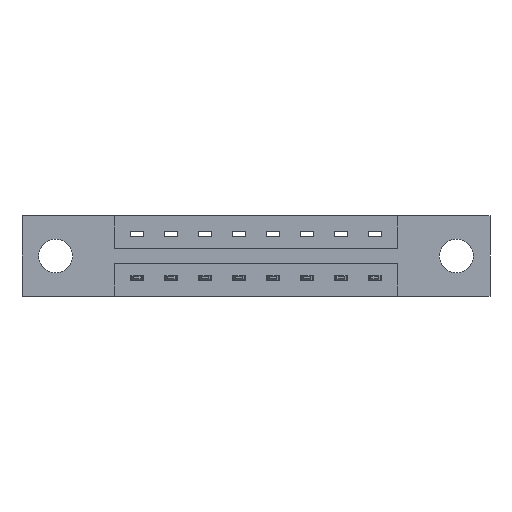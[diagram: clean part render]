
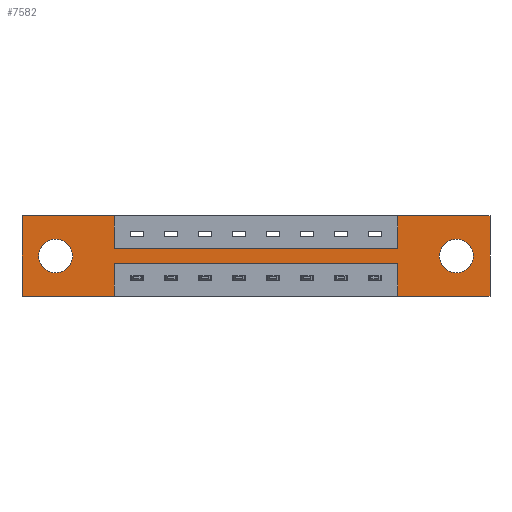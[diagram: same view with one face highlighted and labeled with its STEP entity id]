
A CAD part, front view. The second image highlights one B-rep face of the part: STEP entity #7582.
In plain terms, the highlighted planar face has unit normal (0, -1, 0).
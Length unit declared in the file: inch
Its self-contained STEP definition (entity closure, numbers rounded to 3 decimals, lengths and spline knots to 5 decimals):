
#65 = CARTESIAN_POINT ( 'NONE',  ( 0.155, 0., -0.263 ) ) ;
#111 = EDGE_CURVE ( 'NONE', #5012, #7352, #7798, .T. ) ;
#167 = FACE_BOUND ( 'NONE', #1671, .T. ) ;
#178 = CARTESIAN_POINT ( 'NONE',  ( 0.425, 0., -0.15 ) ) ;
#202 = ORIENTED_EDGE ( 'NONE', *, *, #8717, .T. ) ;
#255 = VECTOR ( 'NONE', #382, 39.37008 ) ;
#368 = CARTESIAN_POINT ( 'NONE',  ( 0., 0., -0.37 ) ) ;
#382 = DIRECTION ( 'NONE',  ( 0., 0., -1. ) ) ;
#423 = LINE ( 'NONE', #1593, #6545 ) ;
#614 = EDGE_CURVE ( 'NONE', #5597, #3763, #1506, .T. ) ;
#685 = VECTOR ( 'NONE', #8628, 39.37008 ) ;
#784 = VERTEX_POINT ( 'NONE', #6873 ) ;
#787 = DIRECTION ( 'NONE',  ( 0., 0., -1. ) ) ;
#909 = CARTESIAN_POINT ( 'NONE',  ( 0., 0., 0. ) ) ;
#1073 = CIRCLE ( 'NONE', #1906, 0.078 ) ;
#1158 = CARTESIAN_POINT ( 'NONE',  ( 0.155, 0., -0.185 ) ) ;
#1192 = DIRECTION ( 'NONE',  ( 0., 1., 0. ) ) ;
#1202 = DIRECTION ( 'NONE',  ( 0., 0., -1. ) ) ;
#1317 = CARTESIAN_POINT ( 'NONE',  ( 0., 0., 0. ) ) ;
#1387 = LINE ( 'NONE', #4232, #255 ) ;
#1468 = DIRECTION ( 'NONE',  ( -1., 0., 0. ) ) ;
#1501 = CARTESIAN_POINT ( 'NONE',  ( 0., 0., -0.37 ) ) ;
#1506 = LINE ( 'NONE', #1317, #10097 ) ;
#1526 = VERTEX_POINT ( 'NONE', #2535 ) ;
#1536 = ORIENTED_EDGE ( 'NONE', *, *, #9308, .F. ) ;
#1593 = CARTESIAN_POINT ( 'NONE',  ( 0., 0., 0. ) ) ;
#1671 = EDGE_LOOP ( 'NONE', ( #4476, #202 ) ) ;
#1740 = DIRECTION ( 'NONE',  ( 1., 0., 0. ) ) ;
#1799 = CIRCLE ( 'NONE', #7733, 0.078 ) ;
#1906 = AXIS2_PLACEMENT_3D ( 'NONE', #8806, #8660, #4024 ) ;
#1959 = DIRECTION ( 'NONE',  ( 0., 1., 0. ) ) ;
#1966 = EDGE_CURVE ( 'NONE', #7352, #3410, #4395, .T. ) ;
#2011 = CIRCLE ( 'NONE', #9304, 0.078 ) ;
#2128 = ORIENTED_EDGE ( 'NONE', *, *, #8065, .F. ) ;
#2240 = LINE ( 'NONE', #178, #6148 ) ;
#2446 = ORIENTED_EDGE ( 'NONE', *, *, #8694, .F. ) ;
#2507 = CARTESIAN_POINT ( 'NONE',  ( 2.154, 0., -0.37 ) ) ;
#2535 = CARTESIAN_POINT ( 'NONE',  ( 1.999, 0., -0.263 ) ) ;
#2679 = VERTEX_POINT ( 'NONE', #7697 ) ;
#2725 = DIRECTION ( 'NONE',  ( 0., 0., 1. ) ) ;
#2747 = VECTOR ( 'NONE', #9218, 39.37008 ) ;
#2844 = VERTEX_POINT ( 'NONE', #3668 ) ;
#2874 = CARTESIAN_POINT ( 'NONE',  ( 0.425, 0., -0.22 ) ) ;
#2905 = VERTEX_POINT ( 'NONE', #8433 ) ;
#3027 = LINE ( 'NONE', #4520, #685 ) ;
#3061 = EDGE_LOOP ( 'NONE', ( #9744, #4106 ) ) ;
#3099 = DIRECTION ( 'NONE',  ( 0., 0., 1. ) ) ;
#3140 = EDGE_CURVE ( 'NONE', #784, #2679, #9423, .T. ) ;
#3168 = VECTOR ( 'NONE', #1468, 39.37008 ) ;
#3180 = EDGE_CURVE ( 'NONE', #3837, #7549, #1073, .T. ) ;
#3189 = CARTESIAN_POINT ( 'NONE',  ( 1.729, 0., -0.22 ) ) ;
#3371 = DIRECTION ( 'NONE',  ( 1., 0., 0. ) ) ;
#3397 = DIRECTION ( 'NONE',  ( 0., 0., -1. ) ) ;
#3410 = VERTEX_POINT ( 'NONE', #368 ) ;
#3430 = CARTESIAN_POINT ( 'NONE',  ( 0.425, 0., -0.37 ) ) ;
#3525 = DIRECTION ( 'NONE',  ( 1., 0., 0. ) ) ;
#3529 = CARTESIAN_POINT ( 'NONE',  ( 2.154, 0., 0. ) ) ;
#3668 = CARTESIAN_POINT ( 'NONE',  ( 1.999, 0., -0.107 ) ) ;
#3677 = VERTEX_POINT ( 'NONE', #8583 ) ;
#3763 = VERTEX_POINT ( 'NONE', #3529 ) ;
#3837 = VERTEX_POINT ( 'NONE', #9085 ) ;
#3842 = FACE_BOUND ( 'NONE', #3061, .T. ) ;
#4024 = DIRECTION ( 'NONE',  ( 0., 0., 1. ) ) ;
#4106 = ORIENTED_EDGE ( 'NONE', *, *, #6586, .T. ) ;
#4165 = EDGE_CURVE ( 'NONE', #2679, #2905, #2240, .T. ) ;
#4187 = VECTOR ( 'NONE', #6679, 39.37008 ) ;
#4232 = CARTESIAN_POINT ( 'NONE',  ( 2.154, 0., 0. ) ) ;
#4285 = ORIENTED_EDGE ( 'NONE', *, *, #9474, .F. ) ;
#4395 = LINE ( 'NONE', #1501, #3168 ) ;
#4427 = EDGE_CURVE ( 'NONE', #3677, #7921, #7513, .T. ) ;
#4476 = ORIENTED_EDGE ( 'NONE', *, *, #6971, .T. ) ;
#4520 = CARTESIAN_POINT ( 'NONE',  ( 1.729, 0., 0. ) ) ;
#4583 = VERTEX_POINT ( 'NONE', #2507 ) ;
#4712 = VECTOR ( 'NONE', #6372, 39.37008 ) ;
#4917 = AXIS2_PLACEMENT_3D ( 'NONE', #7295, #9556, #3397 ) ;
#4967 = CARTESIAN_POINT ( 'NONE',  ( 1.999, 0., -0.185 ) ) ;
#5012 = VERTEX_POINT ( 'NONE', #2874 ) ;
#5214 = ORIENTED_EDGE ( 'NONE', *, *, #7515, .F. ) ;
#5426 = LINE ( 'NONE', #9950, #8033 ) ;
#5446 = CARTESIAN_POINT ( 'NONE',  ( 1.729, 0., -0.37 ) ) ;
#5579 = CARTESIAN_POINT ( 'NONE',  ( 0.425, 0., 0. ) ) ;
#5597 = VERTEX_POINT ( 'NONE', #9886 ) ;
#5920 = LINE ( 'NONE', #909, #7787 ) ;
#6148 = VECTOR ( 'NONE', #3371, 39.37008 ) ;
#6243 = ORIENTED_EDGE ( 'NONE', *, *, #614, .F. ) ;
#6372 = DIRECTION ( 'NONE',  ( 0., 0., -1. ) ) ;
#6471 = EDGE_LOOP ( 'NONE', ( #9936, #2128, #8455, #2446, #4285, #6243, #9112, #7222, #7488, #1536, #5214, #8802 ) ) ;
#6518 = EDGE_CURVE ( 'NONE', #2905, #5597, #3027, .T. ) ;
#6545 = VECTOR ( 'NONE', #3099, 39.37008 ) ;
#6586 = EDGE_CURVE ( 'NONE', #7549, #3837, #9060, .T. ) ;
#6656 = DIRECTION ( 'NONE',  ( -1., 0., 0. ) ) ;
#6659 = AXIS2_PLACEMENT_3D ( 'NONE', #1158, #1192, #2725 ) ;
#6679 = DIRECTION ( 'NONE',  ( 0., 0., -1. ) ) ;
#6873 = CARTESIAN_POINT ( 'NONE',  ( 0.425, 0., 0. ) ) ;
#6971 = EDGE_CURVE ( 'NONE', #2844, #1526, #1799, .T. ) ;
#7007 = DIRECTION ( 'NONE',  ( 0., 1., 0. ) ) ;
#7026 = VERTEX_POINT ( 'NONE', #9729 ) ;
#7222 = ORIENTED_EDGE ( 'NONE', *, *, #4165, .F. ) ;
#7295 = CARTESIAN_POINT ( 'NONE',  ( 0., 0., -0.37 ) ) ;
#7352 = VERTEX_POINT ( 'NONE', #3430 ) ;
#7488 = ORIENTED_EDGE ( 'NONE', *, *, #3140, .F. ) ;
#7513 = LINE ( 'NONE', #5446, #9341 ) ;
#7515 = EDGE_CURVE ( 'NONE', #3410, #7026, #423, .T. ) ;
#7549 = VERTEX_POINT ( 'NONE', #65 ) ;
#7560 = FACE_OUTER_BOUND ( 'NONE', #6471, .T. ) ;
#7582 = ADVANCED_FACE ( 'NONE', ( #167, #3842, #7560 ), #8788, .T. ) ;
#7697 = CARTESIAN_POINT ( 'NONE',  ( 0.425, 0., -0.15 ) ) ;
#7733 = AXIS2_PLACEMENT_3D ( 'NONE', #4967, #1959, #1202 ) ;
#7755 = DIRECTION ( 'NONE',  ( 0., 0., 1. ) ) ;
#7787 = VECTOR ( 'NONE', #1740, 39.37008 ) ;
#7798 = LINE ( 'NONE', #8307, #4187 ) ;
#7921 = VERTEX_POINT ( 'NONE', #3189 ) ;
#8033 = VECTOR ( 'NONE', #6656, 39.37008 ) ;
#8065 = EDGE_CURVE ( 'NONE', #7921, #5012, #5426, .T. ) ;
#8307 = CARTESIAN_POINT ( 'NONE',  ( 0.425, 0., -0.37 ) ) ;
#8430 = CARTESIAN_POINT ( 'NONE',  ( 0., 0., -0.37 ) ) ;
#8433 = CARTESIAN_POINT ( 'NONE',  ( 1.729, 0., -0.15 ) ) ;
#8455 = ORIENTED_EDGE ( 'NONE', *, *, #4427, .F. ) ;
#8583 = CARTESIAN_POINT ( 'NONE',  ( 1.729, 0., -0.37 ) ) ;
#8628 = DIRECTION ( 'NONE',  ( 0., 0., 1. ) ) ;
#8660 = DIRECTION ( 'NONE',  ( 0., 1., 0. ) ) ;
#8694 = EDGE_CURVE ( 'NONE', #4583, #3677, #9029, .T. ) ;
#8717 = EDGE_CURVE ( 'NONE', #1526, #2844, #2011, .T. ) ;
#8788 = PLANE ( 'NONE',  #4917 ) ;
#8802 = ORIENTED_EDGE ( 'NONE', *, *, #1966, .F. ) ;
#8806 = CARTESIAN_POINT ( 'NONE',  ( 0.155, 0., -0.185 ) ) ;
#9029 = LINE ( 'NONE', #8430, #2747 ) ;
#9060 = CIRCLE ( 'NONE', #6659, 0.078 ) ;
#9085 = CARTESIAN_POINT ( 'NONE',  ( 0.155, 0., -0.107 ) ) ;
#9112 = ORIENTED_EDGE ( 'NONE', *, *, #6518, .F. ) ;
#9218 = DIRECTION ( 'NONE',  ( -1., 0., 0. ) ) ;
#9304 = AXIS2_PLACEMENT_3D ( 'NONE', #10052, #7007, #787 ) ;
#9308 = EDGE_CURVE ( 'NONE', #7026, #784, #5920, .T. ) ;
#9341 = VECTOR ( 'NONE', #7755, 39.37008 ) ;
#9423 = LINE ( 'NONE', #5579, #4712 ) ;
#9474 = EDGE_CURVE ( 'NONE', #3763, #4583, #1387, .T. ) ;
#9556 = DIRECTION ( 'NONE',  ( 0., -1., 0. ) ) ;
#9729 = CARTESIAN_POINT ( 'NONE',  ( 0., 0., 0. ) ) ;
#9744 = ORIENTED_EDGE ( 'NONE', *, *, #3180, .T. ) ;
#9886 = CARTESIAN_POINT ( 'NONE',  ( 1.729, 0., 0. ) ) ;
#9936 = ORIENTED_EDGE ( 'NONE', *, *, #111, .F. ) ;
#9950 = CARTESIAN_POINT ( 'NONE',  ( 0.425, 0., -0.22 ) ) ;
#10052 = CARTESIAN_POINT ( 'NONE',  ( 1.999, 0., -0.185 ) ) ;
#10097 = VECTOR ( 'NONE', #3525, 39.37008 ) ;
